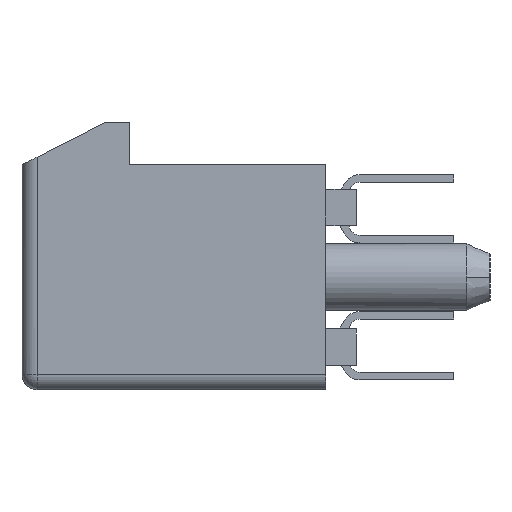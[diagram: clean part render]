
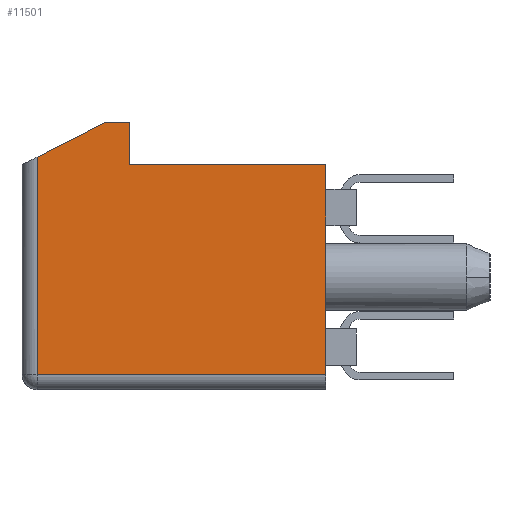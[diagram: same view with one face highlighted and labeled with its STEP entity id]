
A CAD part, left-side view. The second image highlights one B-rep face of the part: STEP entity #11501.
In plain terms, the highlighted planar face has unit normal (-1, 0, 0).
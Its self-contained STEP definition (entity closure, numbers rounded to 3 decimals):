
#120=DIRECTION('',(0.,1.,0.));
#121=VECTOR('',#120,9.5);
#122=CARTESIAN_POINT('',(-14.5,1.,-3.2));
#123=LINE('7569',#122,#121);
#124=DIRECTION('',(0.,0.,1.));
#125=VECTOR('',#124,7.155);
#126=CARTESIAN_POINT('',(-14.5,10.5,-3.2));
#127=LINE('8205',#126,#125);
#128=DIRECTION('',(0.,-0.891,0.454));
#129=VECTOR('',#128,2.525);
#130=CARTESIAN_POINT('',(-14.5,10.5,3.955));
#131=LINE('8209',#130,#129);
#132=DIRECTION('',(0.,0.,-1.));
#133=VECTOR('',#132,6.9);
#134=CARTESIAN_POINT('',(-14.5,1.,3.7));
#135=LINE('6543',#134,#133);
#176=DIRECTION('',(0.,1.,0.));
#177=VECTOR('',#176,6.45);
#178=CARTESIAN_POINT('',(-14.5,1.,3.7));
#179=LINE('8238',#178,#177);
#300=DIRECTION('',(0.,0.,1.));
#301=VECTOR('',#300,1.4);
#302=CARTESIAN_POINT('',(-14.5,7.45,3.7));
#303=LINE('8211',#302,#301);
#308=DIRECTION('',(0.,1.,0.));
#309=VECTOR('',#308,0.8);
#310=CARTESIAN_POINT('',(-14.5,7.45,5.1));
#311=LINE('8210',#310,#309);
#8592=CARTESIAN_POINT('',(-14.5,1.,3.7));
#8593=CARTESIAN_POINT('',(-14.5,1.,-3.2));
#8594=VERTEX_POINT('',#8592);
#8595=VERTEX_POINT('',#8593);
#9838=CARTESIAN_POINT('',(-14.5,10.5,-3.2));
#9839=VERTEX_POINT('',#9838);
#10778=CARTESIAN_POINT('',(-14.5,10.5,3.955));
#10779=VERTEX_POINT('',#10778);
#10780=CARTESIAN_POINT('',(-14.5,8.25,5.1));
#10781=VERTEX_POINT('',#10780);
#10782=CARTESIAN_POINT('',(-14.5,7.45,5.1));
#10783=VERTEX_POINT('',#10782);
#10784=CARTESIAN_POINT('',(-14.5,7.45,3.7));
#10785=VERTEX_POINT('',#10784);
#11483=CARTESIAN_POINT('',(-14.5,5.75,0.95));
#11484=DIRECTION('',(1.,0.,0.));
#11485=DIRECTION('',(0.,-1.,0.));
#11486=AXIS2_PLACEMENT_3D('',#11483,#11484,#11485);
#11487=PLANE('8879',#11486);
#11488=ORIENTED_EDGE('7569',*,*,#11357,.T.);
#11489=ORIENTED_EDGE('8205',*,*,#11474,.T.);
#11491=ORIENTED_EDGE('8209',*,*,#11490,.T.);
#11493=ORIENTED_EDGE('8210',*,*,#11492,.F.);
#11495=ORIENTED_EDGE('8211',*,*,#11494,.F.);
#11497=ORIENTED_EDGE('8238',*,*,#11496,.F.);
#11498=ORIENTED_EDGE('6543',*,*,#10903,.T.);
#11499=EDGE_LOOP('8879',(#11488,#11489,#11491,#11493,#11495,#11497,#11498));
#11500=FACE_OUTER_BOUND('8879',#11499,.F.);
#11501=ADVANCED_FACE('8879',(#11500),#11487,.F.);
#10903=EDGE_CURVE('6543',#8594,#8595,#135,.T.);
#11357=EDGE_CURVE('7569',#8595,#9839,#123,.T.);
#11474=EDGE_CURVE('8205',#9839,#10779,#127,.T.);
#11490=EDGE_CURVE('8209',#10779,#10781,#131,.T.);
#11492=EDGE_CURVE('8210',#10783,#10781,#311,.T.);
#11494=EDGE_CURVE('8211',#10785,#10783,#303,.T.);
#11496=EDGE_CURVE('8238',#8594,#10785,#179,.T.);
